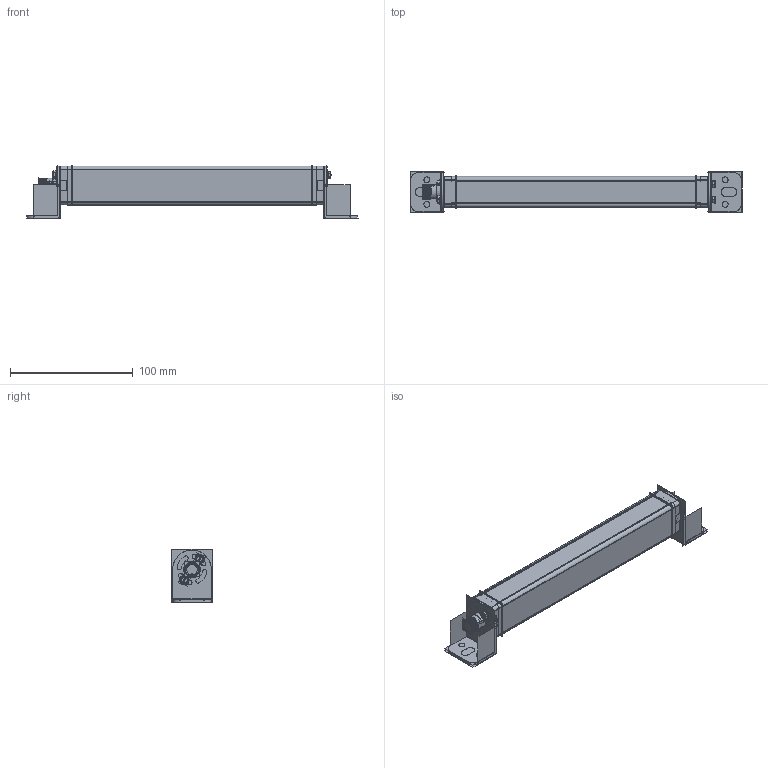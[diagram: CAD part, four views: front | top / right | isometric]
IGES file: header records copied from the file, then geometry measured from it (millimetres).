
Start section:  PTC IGES file: 243400_sm01.igs
Global section: file name: 243400_sm01.igs; native system: Creo Parametric by PTC Inc.; preprocessor: 2022414; author: banengservice; organization: Unknown; date: 20240719.101341; units: millimetre
Bounding box: 270.31 x 33.02 x 43.88 mm (x, y, z)
Volume: 177757.2 mm3; surface area: 158604.4 mm2
Topology: 9 solids, 9 shells, 1692 faces, 8742 edges, 11038 vertices
Faces by surface type: revolution 1088, bspline 604
